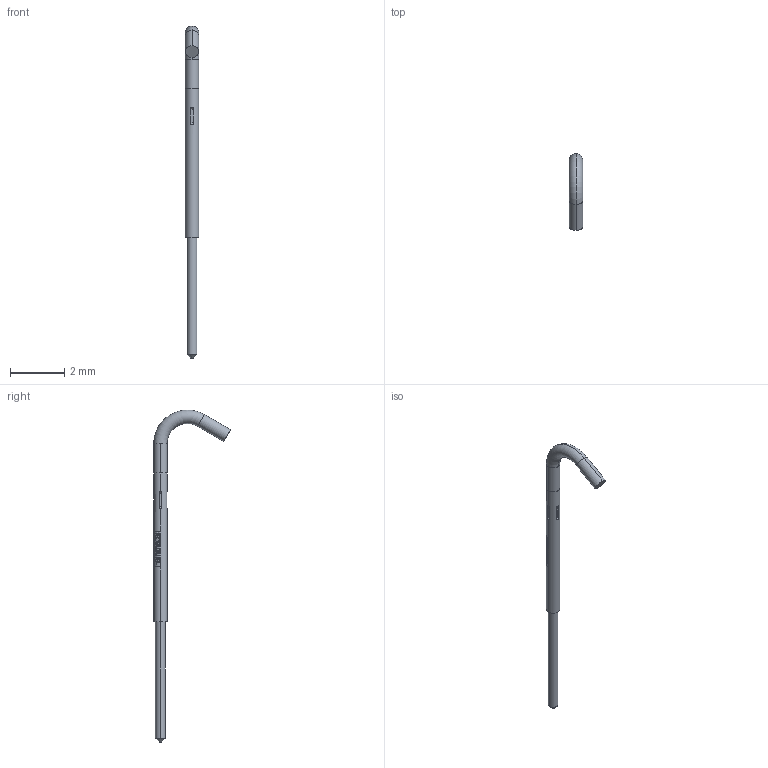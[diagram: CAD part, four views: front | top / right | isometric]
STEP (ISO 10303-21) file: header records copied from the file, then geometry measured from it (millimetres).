
FILE_DESCRIPTION (( 'STEP AP214' ), '1' );
FILE_NAME ('MOD-H207DR.STEP', '2015-10-22T08:24:43', ( 'run' ), ( 'Hewlett-Packard Company' ), 'SwSTEP 2.0', 'SolidWorks 2012', '' );
FILE_SCHEMA (( 'AUTOMOTIVE_DESIGN' ));
Length unit declared in the file: millimetre
Products named in the file (1): MOD-H207DR
Bounding box: 0.5 x 2.84 x 12.28 mm (x, y, z)
Volume: 2.3 mm3; surface area: 23.4 mm2
Topology: 1 solids, 1 shells, 175 faces, 470 edges, 304 vertices
Faces by surface type: plane 88, bspline 55, cylinder 28, torus 2, cone 2
Entity records: 6363 total; most frequent: CARTESIAN_POINT 2373, ORIENTED_EDGE 940, DIRECTION 600, EDGE_CURVE 470, VERTEX_POINT 304, AXIS2_PLACEMENT_3D 211, B_SPLINE_CURVE_WITH_KNOTS 190, EDGE_LOOP 182
